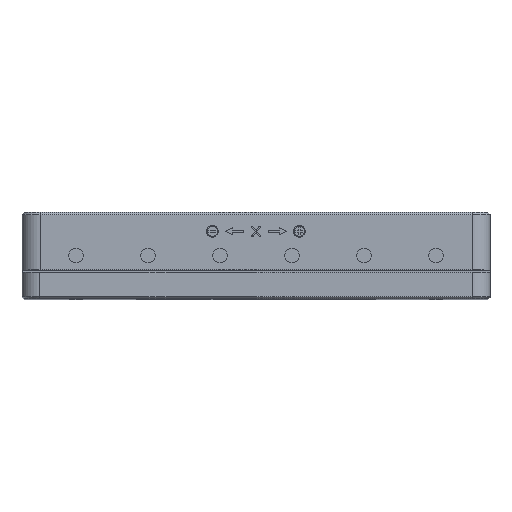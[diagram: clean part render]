
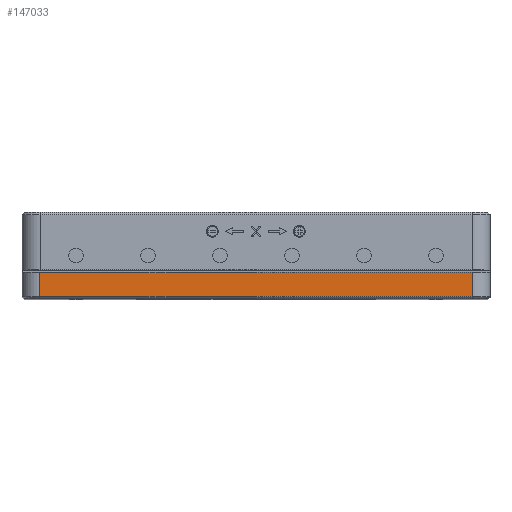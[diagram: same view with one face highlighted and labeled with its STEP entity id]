
A CAD part, top view. The second image highlights one B-rep face of the part: STEP entity #147033.
In plain terms, the highlighted planar face has unit normal (0, 0, 1).
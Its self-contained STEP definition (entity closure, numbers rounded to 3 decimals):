
#7596 = ORIENTED_EDGE ( 'NONE', *, *, #123828, .T. ) ;
#12713 = DIRECTION ( 'NONE',  ( 0., -1., 0. ) ) ;
#13814 = VERTEX_POINT ( 'NONE', #156278 ) ;
#15742 = CARTESIAN_POINT ( 'NONE',  ( -32.5, -4.3, 32.5 ) ) ;
#19684 = DIRECTION ( 'NONE',  ( 0., 1., 0. ) ) ;
#23783 = VECTOR ( 'NONE', #19684, 1000. ) ;
#25949 = CARTESIAN_POINT ( 'NONE',  ( -30., -8., 32.5 ) ) ;
#27216 = CARTESIAN_POINT ( 'NONE',  ( 30., -1., 32.5 ) ) ;
#31097 = LINE ( 'NONE', #95894, #53559 ) ;
#36306 = AXIS2_PLACEMENT_3D ( 'NONE', #54967, #41661, #142975 ) ;
#38698 = ORIENTED_EDGE ( 'NONE', *, *, #63363, .T. ) ;
#39659 = LINE ( 'NONE', #27216, #23783 ) ;
#41661 = DIRECTION ( 'NONE',  ( 0., 0., -1. ) ) ;
#53141 = LINE ( 'NONE', #15742, #78350 ) ;
#53559 = VECTOR ( 'NONE', #146557, 1000. ) ;
#54967 = CARTESIAN_POINT ( 'NONE',  ( -32.5, -1., 32.5 ) ) ;
#55776 = FACE_OUTER_BOUND ( 'NONE', #75458, .T. ) ;
#56103 = ORIENTED_EDGE ( 'NONE', *, *, #124755, .T. ) ;
#61301 = CARTESIAN_POINT ( 'NONE',  ( 30., -4.3, 32.5 ) ) ;
#63363 = EDGE_CURVE ( 'NONE', #129067, #109705, #100776, .T. ) ;
#70783 = CARTESIAN_POINT ( 'NONE',  ( -30., -4.3, 32.5 ) ) ;
#75268 = VERTEX_POINT ( 'NONE', #61301 ) ;
#75458 = EDGE_LOOP ( 'NONE', ( #38698, #56103, #7596, #133919 ) ) ;
#78350 = VECTOR ( 'NONE', #89588, 1000. ) ;
#84779 = EDGE_CURVE ( 'NONE', #129067, #75268, #53141, .T. ) ;
#89588 = DIRECTION ( 'NONE',  ( 1., 0., 0. ) ) ;
#95894 = CARTESIAN_POINT ( 'NONE',  ( -32.5, -7.7, 32.5 ) ) ;
#99923 = VECTOR ( 'NONE', #12713, 1000. ) ;
#100776 = LINE ( 'NONE', #25949, #99923 ) ;
#108345 = CARTESIAN_POINT ( 'NONE',  ( -30., -7.7, 32.5 ) ) ;
#109705 = VERTEX_POINT ( 'NONE', #108345 ) ;
#123828 = EDGE_CURVE ( 'NONE', #13814, #75268, #39659, .T. ) ;
#124755 = EDGE_CURVE ( 'NONE', #109705, #13814, #31097, .T. ) ;
#129067 = VERTEX_POINT ( 'NONE', #70783 ) ;
#133919 = ORIENTED_EDGE ( 'NONE', *, *, #84779, .F. ) ;
#142975 = DIRECTION ( 'NONE',  ( -1., 0., 0. ) ) ;
#146557 = DIRECTION ( 'NONE',  ( 1., 0., 0. ) ) ;
#147033 = ADVANCED_FACE ( 'NONE', ( #55776 ), #156286, .F. ) ;
#156278 = CARTESIAN_POINT ( 'NONE',  ( 30., -7.7, 32.5 ) ) ;
#156286 = PLANE ( 'NONE',  #36306 ) ;
